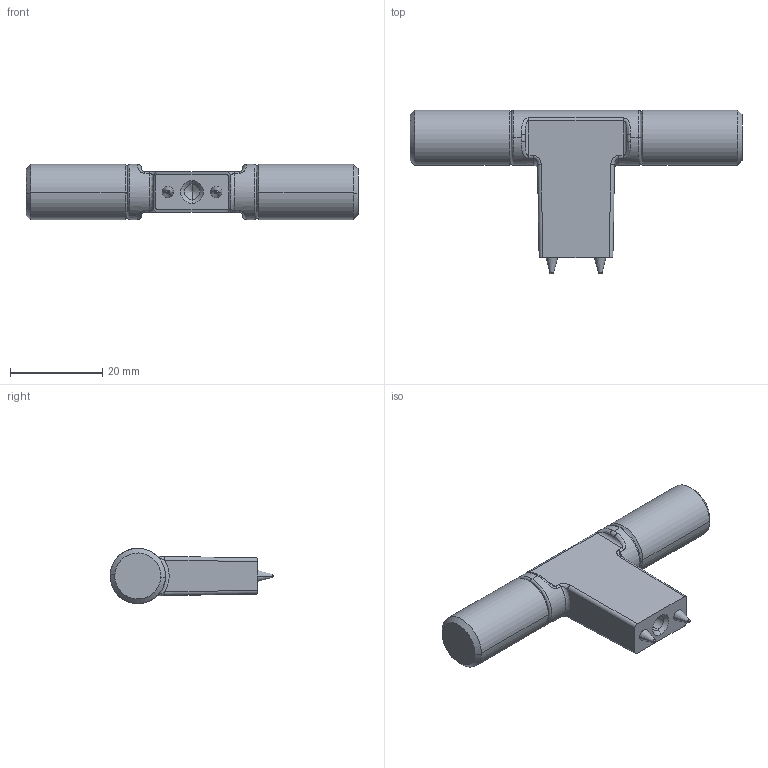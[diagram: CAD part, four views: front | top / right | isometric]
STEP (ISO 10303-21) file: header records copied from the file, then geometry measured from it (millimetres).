
FILE_DESCRIPTION(('Creo Elements/Direct Modeling STEP Export'),'2;1');
FILE_NAME('2509-72_.stp','2023-08-22T14:33:42',(''),(''),'Creo Elements/Direct Modeling STEP processor for AP214 (Solid Model)','Creo Elements/Direct Modeling 20.0 12-Nov-2016 (C) Parametric Technology GmbH','');
FILE_SCHEMA(('AUTOMOTIVE_DESIGN { 1 0 10303 214 1 1 1 1 }'));
Length unit declared in the file: millimetre
Products named in the file (4): Sockel.1; Reling.1; Reling.1.1; DIV-11124.1
Assembly tree (3 placements, depth 2):
  DIV-11124.1
    Reling.1.1
    Reling.1
    Sockel.1
Bounding box: 72 x 35.5 x 12 mm (x, y, z)
Volume: 10079.7 mm3; surface area: 5606.5 mm2
Topology: 3 solids, 3 shells, 114 faces, 275 edges, 173 vertices
Faces by surface type: cone 37, cylinder 29, plane 22, bspline 14, torus 12
Entity records: 9665 total; most frequent: CARTESIAN_POINT 7237, ORIENTED_EDGE 546, DIRECTION 405, EDGE_CURVE 273, VERTEX_POINT 173, AXIS2_PLACEMENT_3D 169, EDGE_LOOP 122, FACE_OUTER_BOUND 114
